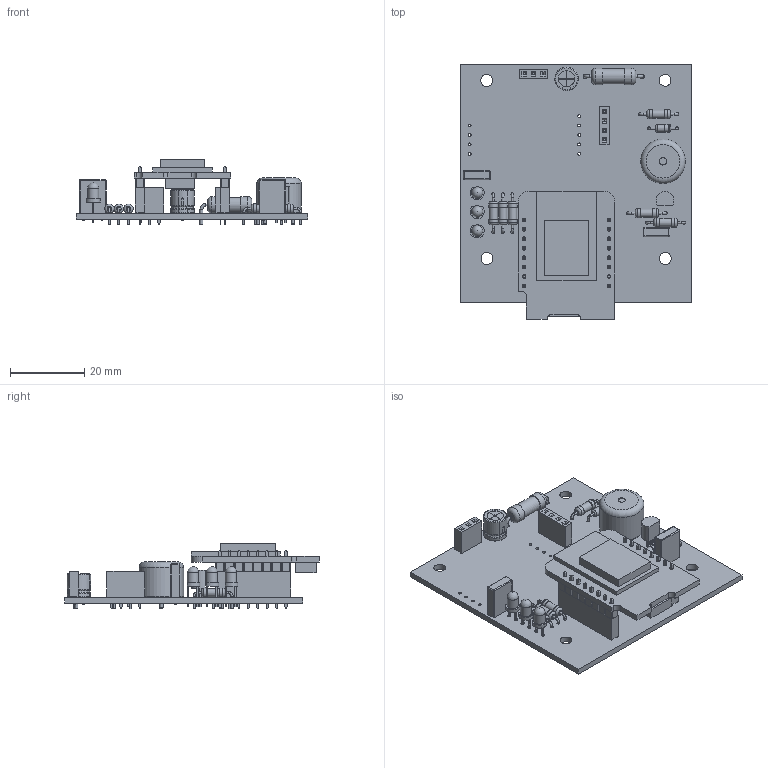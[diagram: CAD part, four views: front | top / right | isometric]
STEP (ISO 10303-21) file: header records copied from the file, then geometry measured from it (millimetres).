
FILE_DESCRIPTION(('FreeCAD Model'),'2;1');
FILE_NAME('Open CASCADE Shape Model','2022-01-14T10:51:15',('Author'),( ''),'Open CASCADE STEP processor 7.5','FreeCAD','Unknown');
FILE_SCHEMA(('AUTOMOTIVE_DESIGN { 1 0 10303 214 1 1 1 1 }'));
Length unit declared in the file: millimetre
Products named in the file (20): CO2Guard; Board_Geoms_aba2; Local_CS_aba2; Pcb_aba2; PCB_Sketch_aba2; Step_Models_aba2; Top_aba2; R1_R_Axial_DIN0207_L63mm_D25mm_P1016mm_Horizontal_11b1a3e9db61; D2_LED_D3.0mm_9c0110439fe8; BZ1_Buzzer_12x95RM76_8608c118e2ea; C3_C_Rect_L72mm_W25mm_P500mm_FKS2_FKP2_MKS2_MKP2_e4ec8c99f59a; MOD2_wemos_d1_mini_light_5af2f70fbb02; MOD2_PinHeader_1x08_P254mm_Vertical_5af2f70fbb02[2]; MOD2_PinSocket_1x08_P254mm_Vertical_5af2f70fbb02[4]; D1_D_DO-35_SOD27_P7.62mm_Horizontal_e6b14dd31fd8; T1_TO-92_Inline_Narrow_a544e0e09d30; C1_CP_Radial_D63mm_P250mm_4de5c4f60304; R3_R_Axial_DIN0414_L119mm_D45mm_P1524mm_Horizontal_521483cc3ac1; K2_PinSocket_1x04_P254mm_Vertical_464553455adc; K1_PinSocket_1x03_P254mm_Vertical_98f3e5fe64bb
Assembly tree (29 placements, depth 4):
  CO2Guard
    Board_Geoms_aba2
      Local_CS_aba2
      Pcb_aba2
      PCB_Sketch_aba2
    Step_Models_aba2
      Top_aba2
        R1_R_Axial_DIN0207_L63mm_D25mm_P1016mm_Horizontal_11b1a3e9db61  x6
        D2_LED_D3.0mm_9c0110439fe8  x3
        BZ1_Buzzer_12x95RM76_8608c118e2ea
        C3_C_Rect_L72mm_W25mm_P500mm_FKS2_FKP2_MKS2_MKP2_e4ec8c99f59a  x2
        MOD2_wemos_d1_mini_light_5af2f70fbb02
        MOD2_PinHeader_1x08_P254mm_Vertical_5af2f70fbb02[2]  x2
        MOD2_PinSocket_1x08_P254mm_Vertical_5af2f70fbb02[4]  x2
        D1_D_DO-35_SOD27_P7.62mm_Horizontal_e6b14dd31fd8
        T1_TO-92_Inline_Narrow_a544e0e09d30
        C1_CP_Radial_D63mm_P250mm_4de5c4f60304
        R3_R_Axial_DIN0414_L119mm_D45mm_P1524mm_Horizontal_521483cc3ac1
        K2_PinSocket_1x04_P254mm_Vertical_464553455adc
        K1_PinSocket_1x03_P254mm_Vertical_98f3e5fe64bb
Bounding box: 62.28 x 68.63 x 17.7 mm (x, y, z)
Volume: 12060 mm3; surface area: 15773.2 mm2
Topology: 25 solids, 26 shells, 1576 faces, 3824 edges, 2444 vertices
Faces by surface type: plane 1328, cylinder 191, torus 38, sphere 11, revolution 4, bspline 4
Full cylindrical faces by diameter (mm): 0.5 x9, 0.6 x24, 0.75 x3, 0.762 x9, 0.8 x24, 0.9 x8, 1 x43, 1.2 x2, 2 x3, 2.02 x1, 2.25 x6, 2.5 x12, 3 x3, 3.2 x4, 4.05 x1, 4.5 x2, 12 x1
Entity records: 36259 total; most frequent: CARTESIAN_POINT 5564, ORIENTED_EDGE 4856, DIRECTION 4770, EDGE_CURVE 2428, LINE 2084, VECTOR 2084, VERTEX_POINT 1561, AXIS2_PLACEMENT_3D 1341
